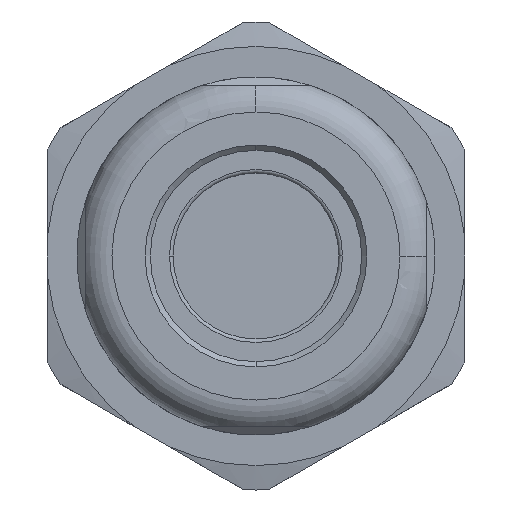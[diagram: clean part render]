
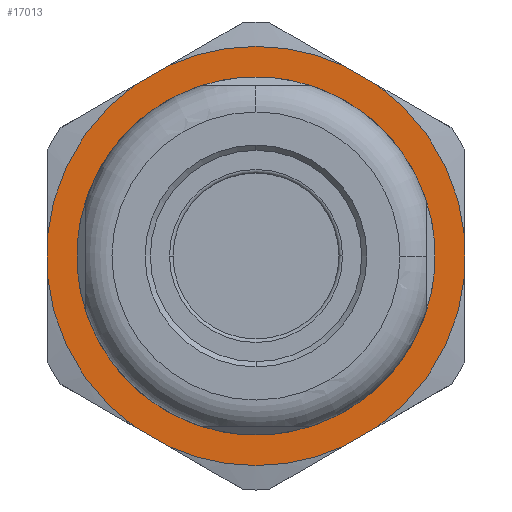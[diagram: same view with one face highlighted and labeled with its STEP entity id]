
A CAD part, front view. The second image highlights one B-rep face of the part: STEP entity #17013.
In plain terms, the highlighted planar face has unit normal (0, -1, 0).
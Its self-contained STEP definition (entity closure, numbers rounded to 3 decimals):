
#2497=CARTESIAN_POINT('',(6.923,-19.25,-9.802));
#2509=CARTESIAN_POINT('',(5.027,-19.25,-10.896));
#2523=DIRECTION('',(-0.866,0.,-0.5));
#2524=VECTOR('',#2523,2.189);
#2525=CARTESIAN_POINT('',(6.923,-19.25,-9.802));
#2526=LINE('',#2525,#2524);
#2527=CARTESIAN_POINT('',(0.,-19.25,0.));
#2528=DIRECTION('',(0.,1.,0.));
#2529=DIRECTION('',(0.419,0.,-0.908));
#2530=AXIS2_PLACEMENT_3D('',#2527,#2528,#2529);
#2532=CARTESIAN_POINT('',(0.,-19.25,0.));
#2533=DIRECTION('',(0.,1.,0.));
#2534=DIRECTION('',(0.,0.,-1.));
#2535=AXIS2_PLACEMENT_3D('',#2532,#2533,#2534);
#2537=DIRECTION('',(-0.866,0.,0.5));
#2538=VECTOR('',#2537,2.189);
#2539=CARTESIAN_POINT('',(-5.027,-19.25,-10.896));
#2540=LINE('',#2539,#2538);
#2541=CARTESIAN_POINT('',(0.,-19.25,0.));
#2542=DIRECTION('',(0.,1.,0.));
#2543=DIRECTION('',(-0.577,0.,-0.817));
#2544=AXIS2_PLACEMENT_3D('',#2541,#2542,#2543);
#2546=DIRECTION('',(0.,0.,1.));
#2547=VECTOR('',#2546,2.189);
#2548=CARTESIAN_POINT('',(-11.95,-19.25,-1.094));
#2549=LINE('',#2548,#2547);
#2550=CARTESIAN_POINT('',(0.,-19.25,0.));
#2551=DIRECTION('',(0.,1.,0.));
#2552=DIRECTION('',(-0.996,0.,0.091));
#2553=AXIS2_PLACEMENT_3D('',#2550,#2551,#2552);
#2555=DIRECTION('',(0.866,0.,0.5));
#2556=VECTOR('',#2555,2.189);
#2557=CARTESIAN_POINT('',(-6.923,-19.25,9.802));
#2558=LINE('',#2557,#2556);
#2559=CARTESIAN_POINT('',(0.,-19.25,0.));
#2560=DIRECTION('',(0.,1.,0.));
#2561=DIRECTION('',(-0.419,0.,0.908));
#2562=AXIS2_PLACEMENT_3D('',#2559,#2560,#2561);
#2564=CARTESIAN_POINT('',(0.,-19.25,0.));
#2565=DIRECTION('',(0.,1.,0.));
#2566=DIRECTION('',(0.,0.,1.));
#2567=AXIS2_PLACEMENT_3D('',#2564,#2565,#2566);
#2569=DIRECTION('',(0.866,0.,-0.5));
#2570=VECTOR('',#2569,2.189);
#2571=CARTESIAN_POINT('',(5.027,-19.25,10.896));
#2572=LINE('',#2571,#2570);
#2573=CARTESIAN_POINT('',(0.,-19.25,0.));
#2574=DIRECTION('',(0.,1.,0.));
#2575=DIRECTION('',(0.577,0.,0.817));
#2576=AXIS2_PLACEMENT_3D('',#2573,#2574,#2575);
#2578=DIRECTION('',(0.,0.,-1.));
#2579=VECTOR('',#2578,2.189);
#2580=CARTESIAN_POINT('',(11.95,-19.25,1.094));
#2581=LINE('',#2580,#2579);
#2582=CARTESIAN_POINT('',(0.,-19.25,0.));
#2583=DIRECTION('',(0.,1.,0.));
#2584=DIRECTION('',(0.996,0.,-0.091));
#2585=AXIS2_PLACEMENT_3D('',#2582,#2583,#2584);
#2587=CARTESIAN_POINT('',(0.,-19.25,0.));
#2588=DIRECTION('',(0.,-1.,0.));
#2589=DIRECTION('',(1.,0.,0.));
#2590=AXIS2_PLACEMENT_3D('',#2587,#2588,#2589);
#2592=CARTESIAN_POINT('',(0.,-19.25,0.));
#2593=DIRECTION('',(0.,-1.,0.));
#2594=DIRECTION('',(-1.,0.,0.));
#2595=AXIS2_PLACEMENT_3D('',#2592,#2593,#2594);
#12669=VERTEX_POINT('',#2497);
#12681=VERTEX_POINT('',#2509);
#12682=CARTESIAN_POINT('',(11.95,-19.25,-1.094));
#12683=VERTEX_POINT('',#12682);
#12685=CARTESIAN_POINT('',(0.,-19.25,-12.));
#12686=VERTEX_POINT('',#12685);
#12687=CARTESIAN_POINT('',(-5.027,-19.25,-10.896));
#12688=VERTEX_POINT('',#12687);
#12689=CARTESIAN_POINT('',(-6.923,-19.25,-9.802));
#12690=VERTEX_POINT('',#12689);
#12691=CARTESIAN_POINT('',(-11.95,-19.25,-1.094));
#12692=VERTEX_POINT('',#12691);
#12693=CARTESIAN_POINT('',(-11.95,-19.25,1.094));
#12694=VERTEX_POINT('',#12693);
#12695=CARTESIAN_POINT('',(-6.923,-19.25,9.802));
#12696=VERTEX_POINT('',#12695);
#12697=CARTESIAN_POINT('',(-5.027,-19.25,10.896));
#12698=VERTEX_POINT('',#12697);
#12699=CARTESIAN_POINT('',(0.,-19.25,12.));
#12700=VERTEX_POINT('',#12699);
#12701=CARTESIAN_POINT('',(5.027,-19.25,10.896));
#12702=VERTEX_POINT('',#12701);
#12703=CARTESIAN_POINT('',(6.923,-19.25,9.802));
#12704=VERTEX_POINT('',#12703);
#12705=CARTESIAN_POINT('',(11.95,-19.25,1.094));
#12706=VERTEX_POINT('',#12705);
#12707=CARTESIAN_POINT('',(10.25,-19.25,0.));
#12708=CARTESIAN_POINT('',(-10.25,-19.25,0.));
#12709=VERTEX_POINT('',#12707);
#12710=VERTEX_POINT('',#12708);
#16974=CARTESIAN_POINT('',(0.,-19.25,0.003));
#16975=DIRECTION('',(0.,1.,0.));
#16976=DIRECTION('',(0.,0.,-1.));
#16977=AXIS2_PLACEMENT_3D('',#16974,#16975,#16976);
#16978=PLANE('',#16977);
#16979=ORIENTED_EDGE('',*,*,#16954,.T.);
#16981=ORIENTED_EDGE('',*,*,#16980,.T.);
#16983=ORIENTED_EDGE('',*,*,#16982,.T.);
#16985=ORIENTED_EDGE('',*,*,#16984,.T.);
#16987=ORIENTED_EDGE('',*,*,#16986,.T.);
#16989=ORIENTED_EDGE('',*,*,#16988,.T.);
#16991=ORIENTED_EDGE('',*,*,#16990,.T.);
#16993=ORIENTED_EDGE('',*,*,#16992,.T.);
#16995=ORIENTED_EDGE('',*,*,#16994,.T.);
#16997=ORIENTED_EDGE('',*,*,#16996,.T.);
#16999=ORIENTED_EDGE('',*,*,#16998,.T.);
#17001=ORIENTED_EDGE('',*,*,#17000,.T.);
#17003=ORIENTED_EDGE('',*,*,#17002,.T.);
#17004=ORIENTED_EDGE('',*,*,#16964,.T.);
#17005=EDGE_LOOP('',(#16979,#16981,#16983,#16985,#16987,#16989,#16991,#16993,
#16995,#16997,#16999,#17001,#17003,#17004));
#17006=FACE_OUTER_BOUND('',#17005,.F.);
#17008=ORIENTED_EDGE('',*,*,#17007,.T.);
#17010=ORIENTED_EDGE('',*,*,#17009,.T.);
#17011=EDGE_LOOP('',(#17008,#17010));
#17012=FACE_BOUND('',#17011,.F.);
#17013=ADVANCED_FACE('',(#17006,#17012),#16978,.F.);
#2531=CIRCLE('',#2530,12.);
#2536=CIRCLE('',#2535,12.);
#2545=CIRCLE('',#2544,12.);
#2554=CIRCLE('',#2553,12.);
#2563=CIRCLE('',#2562,12.);
#2568=CIRCLE('',#2567,12.);
#2577=CIRCLE('',#2576,12.);
#2586=CIRCLE('',#2585,12.);
#2591=CIRCLE('',#2590,10.25);
#2596=CIRCLE('',#2595,10.25);
#16954=EDGE_CURVE('',#12669,#12681,#2526,.T.);
#16964=EDGE_CURVE('',#12683,#12669,#2586,.T.);
#16980=EDGE_CURVE('',#12681,#12686,#2531,.T.);
#16982=EDGE_CURVE('',#12686,#12688,#2536,.T.);
#16984=EDGE_CURVE('',#12688,#12690,#2540,.T.);
#16986=EDGE_CURVE('',#12690,#12692,#2545,.T.);
#16988=EDGE_CURVE('',#12692,#12694,#2549,.T.);
#16990=EDGE_CURVE('',#12694,#12696,#2554,.T.);
#16992=EDGE_CURVE('',#12696,#12698,#2558,.T.);
#16994=EDGE_CURVE('',#12698,#12700,#2563,.T.);
#16996=EDGE_CURVE('',#12700,#12702,#2568,.T.);
#16998=EDGE_CURVE('',#12702,#12704,#2572,.T.);
#17000=EDGE_CURVE('',#12704,#12706,#2577,.T.);
#17002=EDGE_CURVE('',#12706,#12683,#2581,.T.);
#17007=EDGE_CURVE('',#12709,#12710,#2591,.T.);
#17009=EDGE_CURVE('',#12710,#12709,#2596,.T.);
